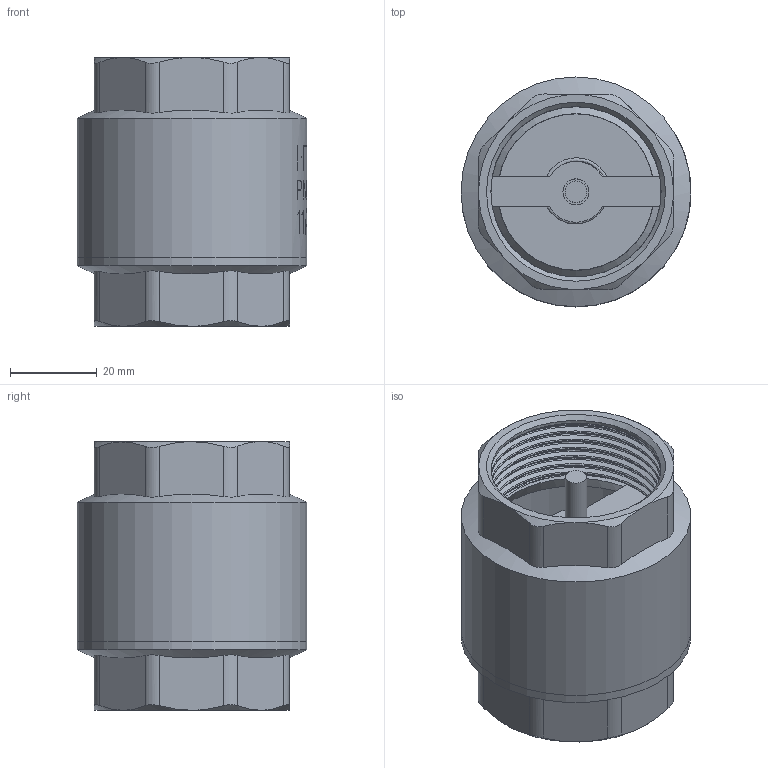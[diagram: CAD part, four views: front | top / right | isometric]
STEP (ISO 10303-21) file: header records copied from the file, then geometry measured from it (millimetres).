
FILE_DESCRIPTION(/* description */ (''),/* implementation_level */ '2;1');
FILE_NAME(/* name */ 'MAME11.000.040.step',/* time_stamp */ '2026-04-14T09:55:51+02:00',/* author */ (''),/* organization */ (''),/* preprocessor_version */ 'ST-DEVELOPER v20.1',/* originating_system */ 'Autodesk Translation Framework v14.24.0.0',/* authorisation */ '');
FILE_SCHEMA (('AUTOMOTIVE_DESIGN { 1 0 10303 214 3 1 1 }'));
Length unit declared in the file: millimetre
Products named in the file (1): 2026-04-13-10-41-47-173
Bounding box: 53.01 x 53 x 62 mm (x, y, z)
Volume: 45186.9 mm3; surface area: 37872.7 mm2
Topology: 5 solids, 5 shells, 319 faces, 845 edges, 560 vertices
Faces by surface type: plane 133, bspline 92, cylinder 82, cone 12
Full cylindrical faces by diameter (mm): 5 x3, 6 x2, 7.513 x1, 18.675 x1, 31.5 x1, 36.056 x1, 36.179 x1, 39.272 x2, 41.077 x1, 41.91 x11, 44.845 x3, 47.803 x4, 48.921 x1, 53 x2
Entity records: 23672 total; most frequent: CARTESIAN_POINT 16541, ORIENTED_EDGE 1686, DIRECTION 1102, EDGE_CURVE 843, VERTEX_POINT 559, AXIS2_PLACEMENT_3D 382, EDGE_LOOP 356, LINE 338
